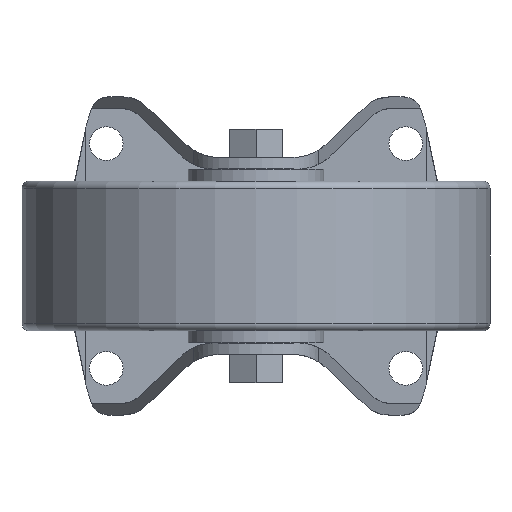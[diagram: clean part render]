
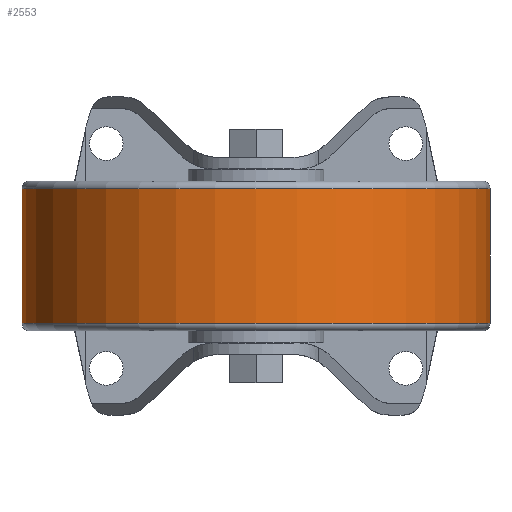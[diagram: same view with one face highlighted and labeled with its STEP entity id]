
A CAD part, front view. The second image highlights one B-rep face of the part: STEP entity #2553.
In plain terms, the highlighted cylindrical face has radius 62.5 mm (diameter 125 mm), a full revolution.
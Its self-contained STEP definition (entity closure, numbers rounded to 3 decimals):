
#86=CYLINDRICAL_SURFACE('',#2814,62.5);
#1018=ORIENTED_EDGE('',*,*,#1547,.F.);
#1019=ORIENTED_EDGE('',*,*,#1546,.T.);
#1546=EDGE_CURVE('',#1848,#1848,#1988,.T.);
#1547=EDGE_CURVE('',#1849,#1849,#1989,.T.);
#1848=VERTEX_POINT('',#4266);
#1849=VERTEX_POINT('',#4269);
#1988=CIRCLE('',#2813,62.5);
#1989=CIRCLE('',#2815,62.5);
#2134=EDGE_LOOP('',(#1018));
#2135=EDGE_LOOP('',(#1019));
#2312=FACE_BOUND('',#2134,.T.);
#2313=FACE_BOUND('',#2135,.T.);
#2553=ADVANCED_FACE('',(#2312,#2313),#86,.T.);
#2813=AXIS2_PLACEMENT_3D('',#4265,#3427,#3428);
#2814=AXIS2_PLACEMENT_3D('',#4267,#3429,#3430);
#2815=AXIS2_PLACEMENT_3D('',#4268,#3431,#3432);
#3427=DIRECTION('',(0.,0.,-1.));
#3428=DIRECTION('',(0.,1.,0.));
#3429=DIRECTION('',(0.,0.,-1.));
#3430=DIRECTION('',(0.,1.,0.));
#3431=DIRECTION('',(0.,0.,-1.));
#3432=DIRECTION('',(0.,1.,0.));
#4265=CARTESIAN_POINT('',(0.,0.,18.));
#4266=CARTESIAN_POINT('',(0.,62.5,18.));
#4267=CARTESIAN_POINT('',(0.,0.,-23.17));
#4268=CARTESIAN_POINT('',(0.,0.,-18.));
#4269=CARTESIAN_POINT('',(0.,62.5,-18.));
